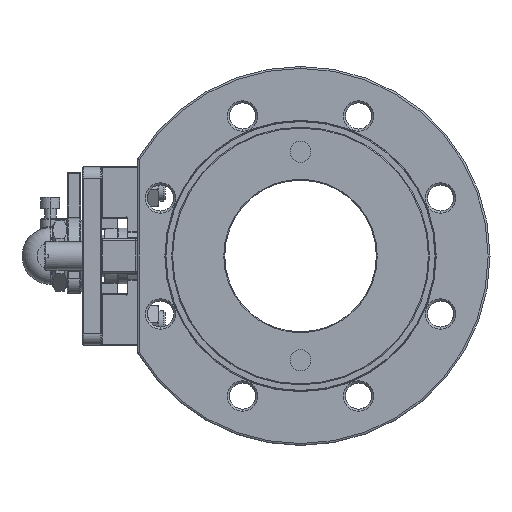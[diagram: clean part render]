
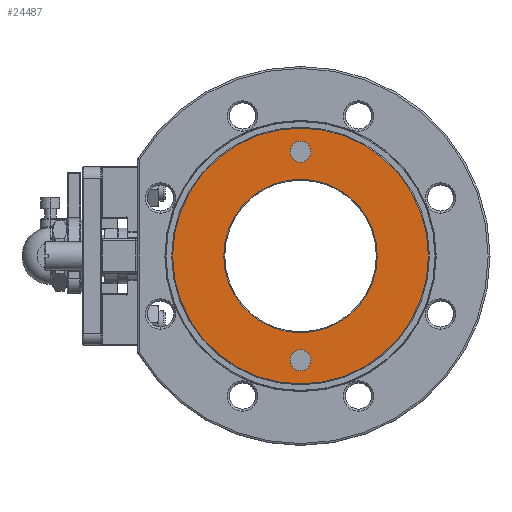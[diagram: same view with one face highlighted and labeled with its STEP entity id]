
A CAD part, left-side view. The second image highlights one B-rep face of the part: STEP entity #24487.
In plain terms, the highlighted planar face has unit normal (-1, 0, 0).
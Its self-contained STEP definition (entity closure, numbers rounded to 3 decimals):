
#36 = VERTEX_POINT ( 'NONE', #7247 ) ;
#450 = VERTEX_POINT ( 'NONE', #7507 ) ;
#731 = CARTESIAN_POINT ( 'NONE',  ( -60., 0., 55. ) ) ;
#2268 = CIRCLE ( 'NONE', #18048, 5.5 ) ;
#3093 = FACE_OUTER_BOUND ( 'NONE', #40134, .T. ) ;
#3615 = EDGE_LOOP ( 'NONE', ( #8070, #5239 ) ) ;
#3846 = DIRECTION ( 'NONE',  ( -1., 0., 0. ) ) ;
#5239 = ORIENTED_EDGE ( 'NONE', *, *, #15598, .F. ) ;
#7247 = CARTESIAN_POINT ( 'NONE',  ( -60., 0., 40.5 ) ) ;
#7308 = CIRCLE ( 'NONE', #15801, 40.5 ) ;
#7371 = AXIS2_PLACEMENT_3D ( 'NONE', #63026, #9175, #38565 ) ;
#7507 = CARTESIAN_POINT ( 'NONE',  ( -60., 0., -49.5 ) ) ;
#7712 = VERTEX_POINT ( 'NONE', #16219 ) ;
#8070 = ORIENTED_EDGE ( 'NONE', *, *, #11994, .F. ) ;
#9175 = DIRECTION ( 'NONE',  ( -1., 0., 0. ) ) ;
#10737 = DIRECTION ( 'NONE',  ( 0., 0., 1. ) ) ;
#11048 = ORIENTED_EDGE ( 'NONE', *, *, #30858, .T. ) ;
#11742 = DIRECTION ( 'NONE',  ( 0., 0., 1. ) ) ;
#11844 = DIRECTION ( 'NONE',  ( 0., 0., 1. ) ) ;
#11994 = EDGE_CURVE ( 'NONE', #7712, #23377, #29218, .T. ) ;
#13883 = ORIENTED_EDGE ( 'NONE', *, *, #18483, .T. ) ;
#15598 = EDGE_CURVE ( 'NONE', #23377, #7712, #22541, .T. ) ;
#15801 = AXIS2_PLACEMENT_3D ( 'NONE', #62649, #47550, #18588 ) ;
#16020 = FACE_BOUND ( 'NONE', #47986, .T. ) ;
#16219 = CARTESIAN_POINT ( 'NONE',  ( -60., 0., 60.5 ) ) ;
#16715 = CARTESIAN_POINT ( 'NONE',  ( -60., 0., 0. ) ) ;
#16936 = DIRECTION ( 'NONE',  ( 0., 0., 1. ) ) ;
#17498 = AXIS2_PLACEMENT_3D ( 'NONE', #731, #29706, #10737 ) ;
#18048 = AXIS2_PLACEMENT_3D ( 'NONE', #25363, #30664, #35148 ) ;
#18075 = DIRECTION ( 'NONE',  ( -1., 0., 0. ) ) ;
#18313 = PLANE ( 'NONE',  #23795 ) ;
#18483 = EDGE_CURVE ( 'NONE', #42814, #45622, #40646, .T. ) ;
#18588 = DIRECTION ( 'NONE',  ( 0., 0., 1. ) ) ;
#22541 = CIRCLE ( 'NONE', #40573, 5.5 ) ;
#23377 = VERTEX_POINT ( 'NONE', #55487 ) ;
#23795 = AXIS2_PLACEMENT_3D ( 'NONE', #52390, #18075, #51967 ) ;
#24361 = AXIS2_PLACEMENT_3D ( 'NONE', #16715, #55658, #16936 ) ;
#24487 = ADVANCED_FACE ( 'NONE', ( #16020, #45822, #29815, #3093 ), #18313, .T. ) ;
#24856 = ORIENTED_EDGE ( 'NONE', *, *, #46533, .F. ) ;
#25353 = ORIENTED_EDGE ( 'NONE', *, *, #45730, .F. ) ;
#25363 = CARTESIAN_POINT ( 'NONE',  ( -60., 0., -55. ) ) ;
#29218 = CIRCLE ( 'NONE', #17498, 5.5 ) ;
#29502 = EDGE_CURVE ( 'NONE', #36, #37276, #7308, .T. ) ;
#29706 = DIRECTION ( 'NONE',  ( -1., 0., 0. ) ) ;
#29815 = FACE_BOUND ( 'NONE', #31940, .T. ) ;
#30664 = DIRECTION ( 'NONE',  ( -1., 0., 0. ) ) ;
#30858 = EDGE_CURVE ( 'NONE', #37276, #36, #46041, .T. ) ;
#31940 = EDGE_LOOP ( 'NONE', ( #44060, #11048 ) ) ;
#32985 = CARTESIAN_POINT ( 'NONE',  ( -60., 0., 67.5 ) ) ;
#33024 = CARTESIAN_POINT ( 'NONE',  ( -60., 0., 55. ) ) ;
#35148 = DIRECTION ( 'NONE',  ( 0., 0., -1. ) ) ;
#35315 = CARTESIAN_POINT ( 'NONE',  ( -60., 0., -60.5 ) ) ;
#36101 = CARTESIAN_POINT ( 'NONE',  ( -60., 0., 0. ) ) ;
#37276 = VERTEX_POINT ( 'NONE', #45981 ) ;
#38276 = ORIENTED_EDGE ( 'NONE', *, *, #57224, .T. ) ;
#38565 = DIRECTION ( 'NONE',  ( 0., 0., -1. ) ) ;
#40134 = EDGE_LOOP ( 'NONE', ( #38276, #13883 ) ) ;
#40573 = AXIS2_PLACEMENT_3D ( 'NONE', #33024, #3846, #52187 ) ;
#40646 = CIRCLE ( 'NONE', #24361, 67.5 ) ;
#41130 = CARTESIAN_POINT ( 'NONE',  ( -60., 0., 0. ) ) ;
#42814 = VERTEX_POINT ( 'NONE', #32985 ) ;
#44060 = ORIENTED_EDGE ( 'NONE', *, *, #29502, .T. ) ;
#44583 = AXIS2_PLACEMENT_3D ( 'NONE', #41130, #46437, #11742 ) ;
#45622 = VERTEX_POINT ( 'NONE', #52479 ) ;
#45713 = DIRECTION ( 'NONE',  ( 1., 0., 0. ) ) ;
#45730 = EDGE_CURVE ( 'NONE', #59964, #450, #56621, .T. ) ;
#45822 = FACE_BOUND ( 'NONE', #3615, .T. ) ;
#45981 = CARTESIAN_POINT ( 'NONE',  ( -60., 0., -40.5 ) ) ;
#46041 = CIRCLE ( 'NONE', #48164, 40.5 ) ;
#46437 = DIRECTION ( 'NONE',  ( -1., 0., 0. ) ) ;
#46533 = EDGE_CURVE ( 'NONE', #450, #59964, #2268, .T. ) ;
#47550 = DIRECTION ( 'NONE',  ( 1., 0., 0. ) ) ;
#47986 = EDGE_LOOP ( 'NONE', ( #24856, #25353 ) ) ;
#48164 = AXIS2_PLACEMENT_3D ( 'NONE', #36101, #45713, #11844 ) ;
#51967 = DIRECTION ( 'NONE',  ( 0., 0., 1. ) ) ;
#52187 = DIRECTION ( 'NONE',  ( 0., 0., 1. ) ) ;
#52390 = CARTESIAN_POINT ( 'NONE',  ( -60., 71., 0. ) ) ;
#52479 = CARTESIAN_POINT ( 'NONE',  ( -60., 0., -67.5 ) ) ;
#55487 = CARTESIAN_POINT ( 'NONE',  ( -60., 0., 49.5 ) ) ;
#55658 = DIRECTION ( 'NONE',  ( -1., 0., 0. ) ) ;
#56621 = CIRCLE ( 'NONE', #7371, 5.5 ) ;
#57224 = EDGE_CURVE ( 'NONE', #45622, #42814, #61334, .T. ) ;
#59964 = VERTEX_POINT ( 'NONE', #35315 ) ;
#61334 = CIRCLE ( 'NONE', #44583, 67.5 ) ;
#62649 = CARTESIAN_POINT ( 'NONE',  ( -60., 0., 0. ) ) ;
#63026 = CARTESIAN_POINT ( 'NONE',  ( -60., 0., -55. ) ) ;
